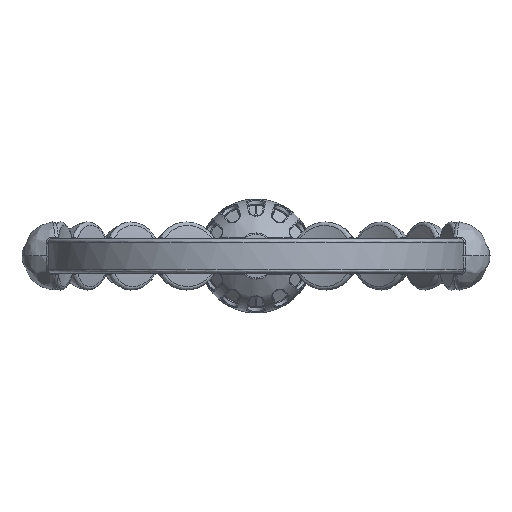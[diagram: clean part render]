
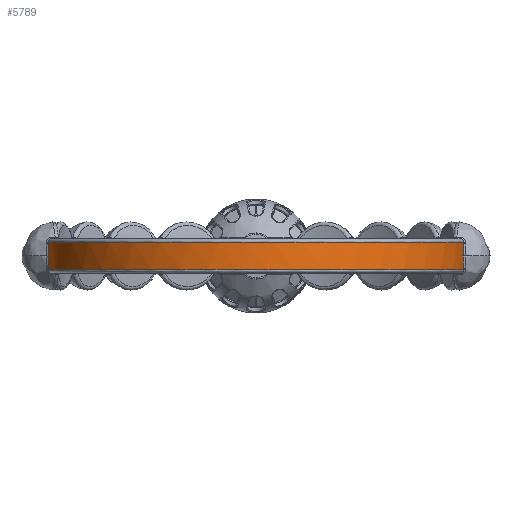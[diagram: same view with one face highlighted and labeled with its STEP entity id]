
A CAD part, front view. The second image highlights one B-rep face of the part: STEP entity #5789.
In plain terms, the highlighted free-form (B-spline) face has degree [2, 1] with [5, 2] control points.
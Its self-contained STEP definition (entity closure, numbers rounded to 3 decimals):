
#5789 = ADVANCED_FACE('',(#5790),#5858,.T.);
#5790 = FACE_BOUND('',#5791,.T.);
#5791 = EDGE_LOOP('',(#5792,#5805,#5817,#5827,#5838,#5850));
#5792 = ORIENTED_EDGE('',*,*,#5793,.F.);
#5793 = EDGE_CURVE('',#5794,#5796,#5798,.T.);
#5794 = VERTEX_POINT('',#5795);
#5795 = CARTESIAN_POINT('',(-12.297,-2.523,
    0.));
#5796 = VERTEX_POINT('',#5797);
#5797 = CARTESIAN_POINT('',(-12.331,-2.354,
    0.814));
#5798 = B_SPLINE_CURVE_WITH_KNOTS('',3,(#5799,#5800,#5801,#5802,#5803,
    #5804),.UNSPECIFIED.,.F.,.F.,(4,1,1,4),(0.,0.333,
    0.667,1.),.UNSPECIFIED.);
#5799 = CARTESIAN_POINT('',(-12.297,-2.523,
    0.));
#5800 = CARTESIAN_POINT('',(-12.297,-2.523,
    0.097));
#5801 = CARTESIAN_POINT('',(-12.3,-2.509,
    0.286));
#5802 = CARTESIAN_POINT('',(-12.312,-2.452,
    0.557));
#5803 = CARTESIAN_POINT('',(-12.324,-2.391,
    0.73));
#5804 = CARTESIAN_POINT('',(-12.331,-2.354,
    0.814));
#5805 = ORIENTED_EDGE('',*,*,#5806,.F.);
#5806 = EDGE_CURVE('',#5807,#5794,#5809,.T.);
#5807 = VERTEX_POINT('',#5808);
#5808 = CARTESIAN_POINT('',(-12.331,-2.354,
    -0.814));
#5809 = B_SPLINE_CURVE_WITH_KNOTS('',3,(#5810,#5811,#5812,#5813,#5814,
    #5815,#5816),.UNSPECIFIED.,.F.,.F.,(4,1,1,1,4),(0.,0.25,0.5,0.75,1.)
  ,.QUASI_UNIFORM_KNOTS.);
#5810 = CARTESIAN_POINT('',(-12.331,-2.354,
    -0.814));
#5811 = CARTESIAN_POINT('',(-12.324,-2.387,
    -0.737));
#5812 = CARTESIAN_POINT('',(-12.314,-2.441,
    -0.587));
#5813 = CARTESIAN_POINT('',(-12.304,-2.491,
    -0.377));
#5814 = CARTESIAN_POINT('',(-12.298,-2.517,
    -0.181));
#5815 = CARTESIAN_POINT('',(-12.297,-2.523,
    -0.059));
#5816 = CARTESIAN_POINT('',(-12.297,-2.523,
    0.));
#5817 = ORIENTED_EDGE('',*,*,#5818,.T.);
#5818 = EDGE_CURVE('',#5807,#5819,#5821,.T.);
#5819 = VERTEX_POINT('',#5820);
#5820 = CARTESIAN_POINT('',(12.331,-2.354,
    -0.814));
#5821 = ( BOUNDED_CURVE() B_SPLINE_CURVE(2,(#5822,#5823,#5824,#5825,
#5826),.UNSPECIFIED.,.F.,.F.) B_SPLINE_CURVE_WITH_KNOTS((3,2,3),(
    6.283,7.665,9.047),
.PIECEWISE_BEZIER_KNOTS.) CURVE() GEOMETRIC_REPRESENTATION_ITEM() 
RATIONAL_B_SPLINE_CURVE((1.,0.771,1.,0.771,1.)) 
REPRESENTATION_ITEM('') );
#5822 = CARTESIAN_POINT('',(-12.331,-2.354,
    -0.814));
#5823 = CARTESIAN_POINT('',(-10.384,-12.553,
    -0.814));
#5824 = CARTESIAN_POINT('',(0.,-12.553,
    -0.814));
#5825 = CARTESIAN_POINT('',(10.384,-12.553,
    -0.814));
#5826 = CARTESIAN_POINT('',(12.331,-2.354,
    -0.814));
#5827 = ORIENTED_EDGE('',*,*,#5828,.F.);
#5828 = EDGE_CURVE('',#5829,#5819,#5831,.T.);
#5829 = VERTEX_POINT('',#5830);
#5830 = CARTESIAN_POINT('',(12.297,-2.523,
    0.));
#5831 = B_SPLINE_CURVE_WITH_KNOTS('',3,(#5832,#5833,#5834,#5835,#5836,
    #5837),.UNSPECIFIED.,.F.,.F.,(4,1,1,4),(0.,0.333,
    0.667,1.),.UNSPECIFIED.);
#5832 = CARTESIAN_POINT('',(12.297,-2.523,
    0.));
#5833 = CARTESIAN_POINT('',(12.297,-2.523,
    -0.096));
#5834 = CARTESIAN_POINT('',(12.3,-2.509,
    -0.284));
#5835 = CARTESIAN_POINT('',(12.312,-2.452,
    -0.556));
#5836 = CARTESIAN_POINT('',(12.324,-2.391,
    -0.729));
#5837 = CARTESIAN_POINT('',(12.331,-2.354,
    -0.814));
#5838 = ORIENTED_EDGE('',*,*,#5839,.F.);
#5839 = EDGE_CURVE('',#5840,#5829,#5842,.T.);
#5840 = VERTEX_POINT('',#5841);
#5841 = CARTESIAN_POINT('',(12.331,-2.354,
    0.814));
#5842 = B_SPLINE_CURVE_WITH_KNOTS('',3,(#5843,#5844,#5845,#5846,#5847,
    #5848,#5849),.UNSPECIFIED.,.F.,.F.,(4,1,1,1,4),(0.,0.25,0.5,0.75,1.)
  ,.QUASI_UNIFORM_KNOTS.);
#5843 = CARTESIAN_POINT('',(12.331,-2.354,
    0.814));
#5844 = CARTESIAN_POINT('',(12.326,-2.38,
    0.755));
#5845 = CARTESIAN_POINT('',(12.317,-2.426,
    0.632));
#5846 = CARTESIAN_POINT('',(12.306,-2.478,
    0.443));
#5847 = CARTESIAN_POINT('',(12.299,-2.513,
    0.236));
#5848 = CARTESIAN_POINT('',(12.297,-2.523,
    0.081));
#5849 = CARTESIAN_POINT('',(12.297,-2.523,
    0.));
#5850 = ORIENTED_EDGE('',*,*,#5851,.T.);
#5851 = EDGE_CURVE('',#5840,#5796,#5852,.T.);
#5852 = ( BOUNDED_CURVE() B_SPLINE_CURVE(2,(#5853,#5854,#5855,#5856,
#5857),.UNSPECIFIED.,.F.,.F.) B_SPLINE_CURVE_WITH_KNOTS((3,2,3),(
    0.,1.382,2.764),
.PIECEWISE_BEZIER_KNOTS.) CURVE() GEOMETRIC_REPRESENTATION_ITEM() 
RATIONAL_B_SPLINE_CURVE((1.,0.771,1.,0.771,1.)) 
REPRESENTATION_ITEM('') );
#5853 = CARTESIAN_POINT('',(12.331,-2.354,
    0.814));
#5854 = CARTESIAN_POINT('',(10.384,-12.553,
    0.814));
#5855 = CARTESIAN_POINT('',(0.,-12.553,
    0.814));
#5856 = CARTESIAN_POINT('',(-10.384,-12.553,
    0.814));
#5857 = CARTESIAN_POINT('',(-12.331,-2.354,
    0.814));
#5858 = ( BOUNDED_SURFACE() B_SPLINE_SURFACE(2,1,(
    (#5859,#5860)
    ,(#5861,#5862)
    ,(#5863,#5864)
    ,(#5865,#5866)
    ,(#5867,#5868
)),.UNSPECIFIED.,.F.,.F.,.F.) B_SPLINE_SURFACE_WITH_KNOTS((3,2,3),(2,2),
  (3.33,4.712,6.095),(0.15,1.35),
.PIECEWISE_BEZIER_KNOTS.) GEOMETRIC_REPRESENTATION_ITEM() 
RATIONAL_B_SPLINE_SURFACE((
    (1.,1.)
    ,(0.771,0.771)
    ,(1.,1.)
    ,(0.771,0.771)
,(1.,1.))) REPRESENTATION_ITEM('') SURFACE() );
#5859 = CARTESIAN_POINT('',(-12.331,-2.354,
    -0.814));
#5860 = CARTESIAN_POINT('',(-12.331,-2.354,
    0.814));
#5861 = CARTESIAN_POINT('',(-10.384,-12.553,
    -0.814));
#5862 = CARTESIAN_POINT('',(-10.384,-12.553,
    0.814));
#5863 = CARTESIAN_POINT('',(0.,-12.553,
    -0.814));
#5864 = CARTESIAN_POINT('',(0.,-12.553,
    0.814));
#5865 = CARTESIAN_POINT('',(10.384,-12.553,
    -0.814));
#5866 = CARTESIAN_POINT('',(10.384,-12.553,
    0.814));
#5867 = CARTESIAN_POINT('',(12.331,-2.354,
    -0.814));
#5868 = CARTESIAN_POINT('',(12.331,-2.354,
    0.814));
